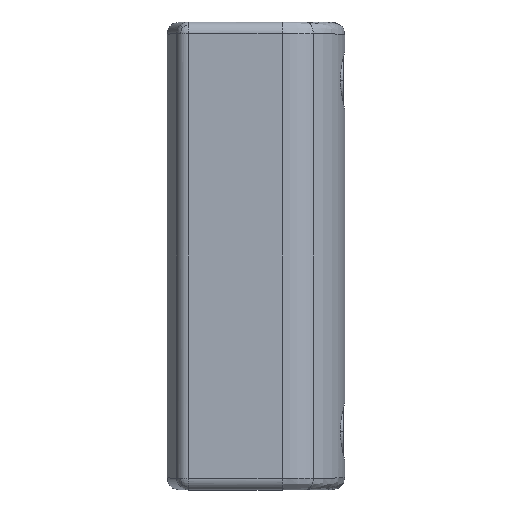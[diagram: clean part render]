
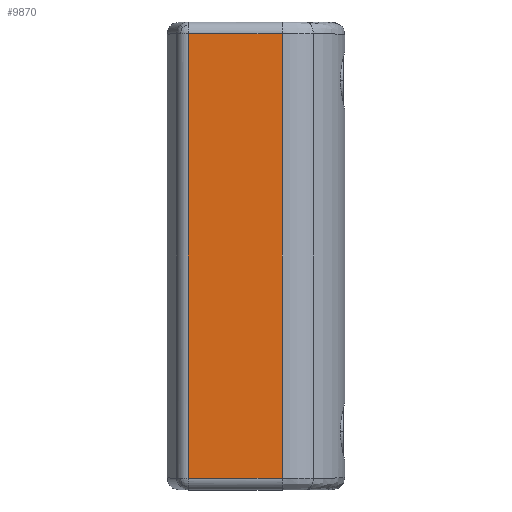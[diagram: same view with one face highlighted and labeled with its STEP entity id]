
A CAD part, left-side view. The second image highlights one B-rep face of the part: STEP entity #9870.
In plain terms, the highlighted planar face has unit normal (-1, 0, 0).
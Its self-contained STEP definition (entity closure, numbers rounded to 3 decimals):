
#9320=CARTESIAN_POINT('',(-2.,8.18,38.491));
#9330=VERTEX_POINT('',#9320);
#9500=CARTESIAN_POINT('',(-2.,-2.,0.));
#9510=DIRECTION('',(-1.,0.,-0.));
#9520=DIRECTION('',(0.,1.,0.));
#9530=AXIS2_PLACEMENT_3D('',#9500,#9510,#9520);
#9540=PLANE('',#9530);
#9550=CARTESIAN_POINT('',(-2.,0.,0.509));
#9560=DIRECTION('',(0.,-1.,0.));
#9570=VECTOR('',#9560,1.);
#9580=LINE('',#9550,#9570);
#9590=CARTESIAN_POINT('',(-2.,8.18,0.509));
#9600=VERTEX_POINT('',#9590);
#9610=CARTESIAN_POINT('',(-2.,0.154,0.509));
#9620=VERTEX_POINT('',#9610);
#9630=EDGE_CURVE('',#9600,#9620,#9580,.T.);
#9640=ORIENTED_EDGE('',*,*,#9630,.T.);
#9650=CARTESIAN_POINT('',(-2.,8.18,0.));
#9660=DIRECTION('',(0.,0.,-1.));
#9670=VECTOR('',#9660,1.);
#9680=LINE('',#9650,#9670);
#9690=EDGE_CURVE('',#9330,#9600,#9680,.T.);
#9700=ORIENTED_EDGE('',*,*,#9690,.T.);
#9710=CARTESIAN_POINT('',(-2.,0.,38.491));
#9720=DIRECTION('',(0.,-1.,0.));
#9730=VECTOR('',#9720,1.);
#9740=LINE('',#9710,#9730);
#9750=CARTESIAN_POINT('',(-2.,0.154,38.491));
#9760=VERTEX_POINT('',#9750);
#9770=EDGE_CURVE('',#9330,#9760,#9740,.T.);
#9780=ORIENTED_EDGE('',*,*,#9770,.F.);
#9790=CARTESIAN_POINT('',(-2.,0.154,-4.537));
#9800=DIRECTION('',(0.,0.,1.));
#9810=VECTOR('',#9800,1.);
#9820=LINE('',#9790,#9810);
#9830=EDGE_CURVE('',#9620,#9760,#9820,.T.);
#9840=ORIENTED_EDGE('',*,*,#9830,.T.);
#9850=EDGE_LOOP('',(#9840,#9780,#9700,#9640));
#9860=FACE_OUTER_BOUND('',#9850,.T.);
#9870=ADVANCED_FACE('',(#9860),#9540,.T.);
